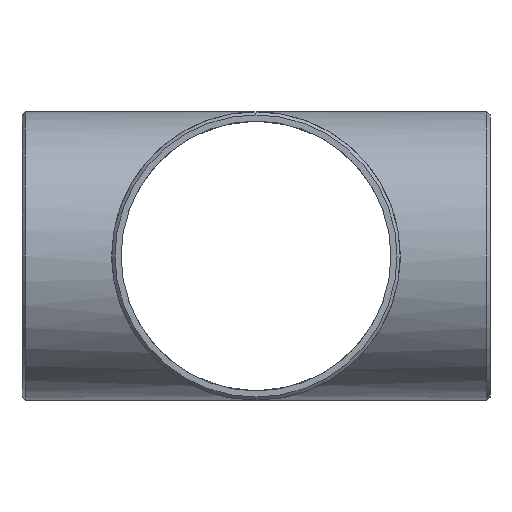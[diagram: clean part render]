
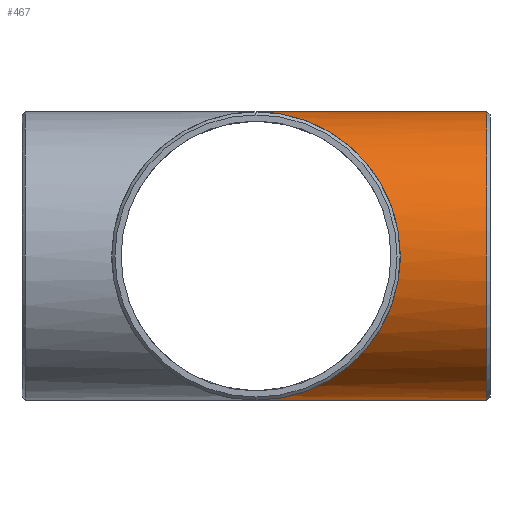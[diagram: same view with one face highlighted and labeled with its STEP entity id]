
A CAD part, left-side view. The second image highlights one B-rep face of the part: STEP entity #467.
In plain terms, the highlighted cylindrical face has radius 109.537 mm (diameter 219.075 mm), a partial arc.
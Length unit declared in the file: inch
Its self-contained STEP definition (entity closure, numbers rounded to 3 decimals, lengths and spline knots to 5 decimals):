
#4 = EDGE_CURVE ( 'NONE', #788, #257, #443, .T. ) ;
#32 = CIRCLE ( 'NONE', #485, 4.3125 ) ;
#33 = CARTESIAN_POINT ( 'NONE',  ( 0., 0., 4.3125 ) ) ;
#48 = CARTESIAN_POINT ( 'NONE',  ( 0., -7., 4.3125 ) ) ;
#49 = DIRECTION ( 'NONE',  ( 0., 0., -1. ) ) ;
#76 = CARTESIAN_POINT ( 'NONE',  ( -8.625, -8.625, -4.3125 ) ) ;
#148 = ORIENTED_EDGE ( 'NONE', *, *, #379, .T. ) ;
#156 = DIRECTION ( 'NONE',  ( 0., 1., 0. ) ) ;
#161 = LINE ( 'NONE', #48, #521 ) ;
#171 = ORIENTED_EDGE ( 'NONE', *, *, #4, .F. ) ;
#172 = FACE_OUTER_BOUND ( 'NONE', #489, .T. ) ;
#193 = AXIS2_PLACEMENT_3D ( 'NONE', #778, #606, #49 ) ;
#206 = DIRECTION ( 'NONE',  ( 0., 1., 0. ) ) ;
#209 = CARTESIAN_POINT ( 'NONE',  ( 0., -6.90767, -4.3125 ) ) ;
#223 = VERTEX_POINT ( 'NONE', #209 ) ;
#241 = ORIENTED_EDGE ( 'NONE', *, *, #673, .T. ) ;
#254 = DIRECTION ( 'NONE',  ( 0., 0., -1. ) ) ;
#257 = VERTEX_POINT ( 'NONE', #33 ) ;
#265 = CARTESIAN_POINT ( 'NONE',  ( 0., 0., 4.3125 ) ) ;
#279 = CARTESIAN_POINT ( 'NONE',  ( 0., 0., -4.3125 ) ) ;
#295 = CARTESIAN_POINT ( 'NONE',  ( 0., -6.90767, 4.3125 ) ) ;
#329 = CARTESIAN_POINT ( 'NONE',  ( 0., -7., -4.3125 ) ) ;
#332 = DIRECTION ( 'NONE',  ( 0., 1., 0. ) ) ;
#352 = ORIENTED_EDGE ( 'NONE', *, *, #675, .F. ) ;
#366 = VECTOR ( 'NONE', #332, 39.37008 ) ;
#379 = EDGE_CURVE ( 'NONE', #477, #257, #161, .T. ) ;
#443 =( BOUNDED_CURVE ( )  B_SPLINE_CURVE ( 3, ( #636, #76, #579, #265 ),
 .UNSPECIFIED., .F., .T. ) 
 B_SPLINE_CURVE_WITH_KNOTS ( ( 4, 4 ),
 ( 4.71239, 7.85398 ),
 .UNSPECIFIED. ) 
 CURVE ( )  GEOMETRIC_REPRESENTATION_ITEM ( )  RATIONAL_B_SPLINE_CURVE ( ( 1., 0.333, 0.333, 1. ) ) 
 REPRESENTATION_ITEM ( '' )  );
#467 = ADVANCED_FACE ( 'NONE', ( #172 ), #533, .T. ) ;
#477 = VERTEX_POINT ( 'NONE', #295 ) ;
#485 = AXIS2_PLACEMENT_3D ( 'NONE', #709, #206, #254 ) ;
#489 = EDGE_LOOP ( 'NONE', ( #241, #148, #171, #352 ) ) ;
#521 = VECTOR ( 'NONE', #156, 39.37008 ) ;
#533 = CYLINDRICAL_SURFACE ( 'NONE', #193, 4.3125 ) ;
#579 = CARTESIAN_POINT ( 'NONE',  ( -8.625, -8.625, 4.3125 ) ) ;
#606 = DIRECTION ( 'NONE',  ( 0., 1., 0. ) ) ;
#636 = CARTESIAN_POINT ( 'NONE',  ( 0., 0., -4.3125 ) ) ;
#673 = EDGE_CURVE ( 'NONE', #223, #477, #32, .T. ) ;
#675 = EDGE_CURVE ( 'NONE', #223, #788, #765, .T. ) ;
#709 = CARTESIAN_POINT ( 'NONE',  ( 0., -6.90767, 0. ) ) ;
#765 = LINE ( 'NONE', #329, #366 ) ;
#778 = CARTESIAN_POINT ( 'NONE',  ( 0., -7., 0. ) ) ;
#788 = VERTEX_POINT ( 'NONE', #279 ) ;
